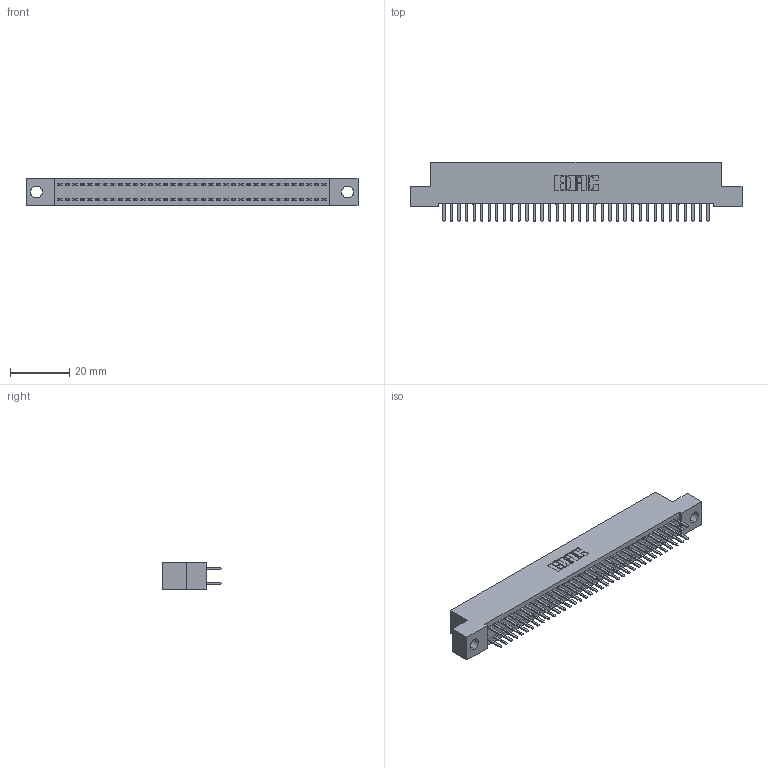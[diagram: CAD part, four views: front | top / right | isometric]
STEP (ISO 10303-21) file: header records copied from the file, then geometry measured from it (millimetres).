
FILE_DESCRIPTION (( 'STEP AP203' ), '1' );
FILE_NAME ('392-072-520-204.STEP', '2019-10-09T12:22:37', ( '' ), ( '' ), 'SwSTEP 2.0', 'SolidWorks 2016', '' );
FILE_SCHEMA (( 'CONFIG_CONTROL_DESIGN' ));
Length unit declared in the file: inch
Products named in the file (3): 342 Part_.156 TH; 345-292-001_345-293-120; 392-072-520-204
Assembly tree (73 placements, depth 2):
  392-072-520-204
    342 Part_.156 TH
    345-292-001_345-293-120  x72
Bounding box: 111.76 x 20.02 x 9.4 mm (x, y, z)
Volume: 9894.5 mm3; surface area: 15707.5 mm2
Topology: 73 solids, 73 shells, 4142 faces, 12035 edges, 7830 vertices
Faces by surface type: plane 2802, cylinder 1340
Entity records: 23921 total; most frequent: CARTESIAN_POINT 3982, ORIENTED_EDGE 3906, DIRECTION 3401, EDGE_CURVE 1953, LINE 1821, VECTOR 1821, VERTEX_POINT 1298, AXIS2_PLACEMENT_3D 790
